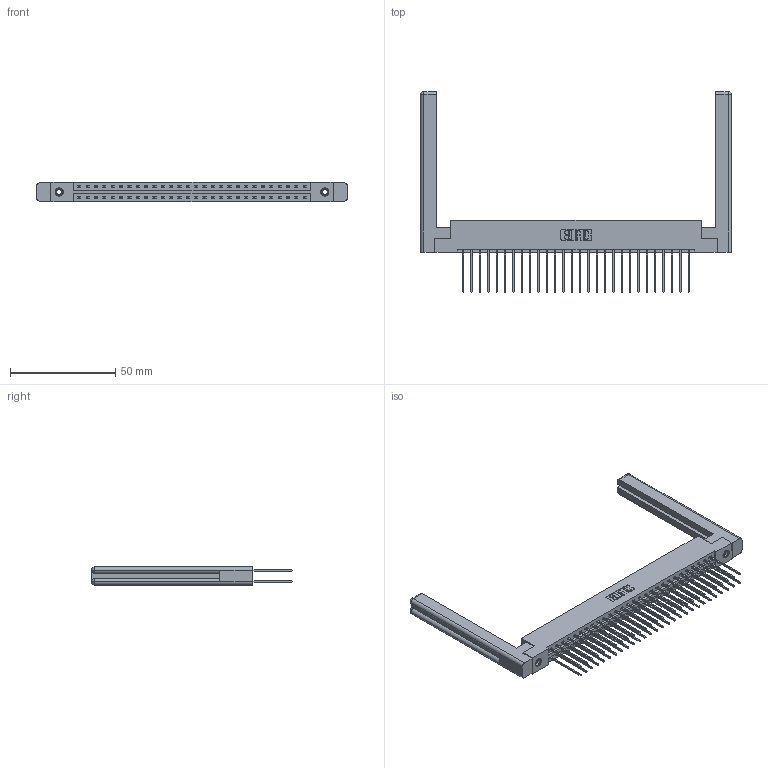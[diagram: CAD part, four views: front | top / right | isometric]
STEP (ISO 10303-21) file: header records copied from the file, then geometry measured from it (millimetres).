
FILE_DESCRIPTION (( 'STEP AP203' ), '1' );
FILE_NAME ('387-056-541-258.STEP', '2019-10-19T06:59:18', ( '' ), ( '' ), 'SwSTEP 2.0', 'SolidWorks 2016', '' );
FILE_SCHEMA (( 'CONFIG_CONTROL_DESIGN' ));
Length unit declared in the file: inch
Products named in the file (5): 345-250-001_345-250-001-102; 387-056-541-258; 307-220-058; 345-292-001_345-293-141; 337 Part_Flush Mounting Lugs - 0.156 Dia-TI
Assembly tree (61 placements, depth 2):
  387-056-541-258
    337 Part_Flush Mounting Lugs - 0.156 Dia-TI
    345-292-001_345-293-141  x56
    345-250-001_345-250-001-102  x2
    307-220-058  x2
Bounding box: 147.57 x 95.38 x 9.4 mm (x, y, z)
Volume: 22829.8 mm3; surface area: 24258.1 mm2
Topology: 61 solids, 61 shells, 3280 faces, 9681 edges, 6366 vertices
Faces by surface type: plane 2282, cylinder 974, cone 12, torus 12
Entity records: 26172 total; most frequent: CARTESIAN_POINT 4429, ORIENTED_EDGE 4304, DIRECTION 3808, EDGE_CURVE 2152, VECTOR 1976, LINE 1976, VERTEX_POINT 1426, AXIS2_PLACEMENT_3D 916
